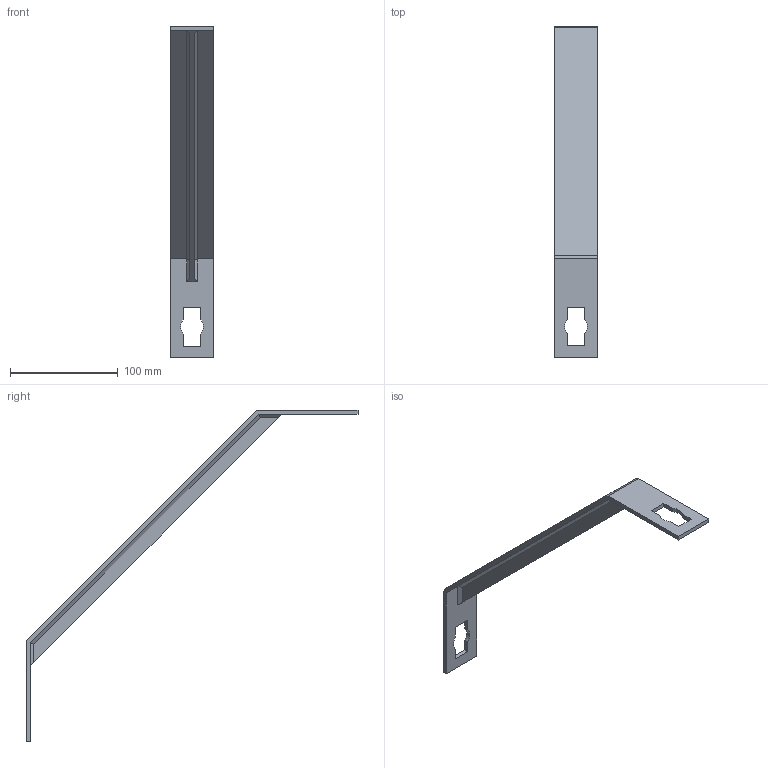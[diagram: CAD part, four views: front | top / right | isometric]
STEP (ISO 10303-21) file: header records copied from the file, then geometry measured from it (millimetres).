
FILE_DESCRIPTION((''),'2;1');
FILE_NAME('152342.stp','2013-04-30T10:43:36',('DMK009'),(''),'Autodesk Inventor 2012','Autodesk Inventor 2012','');
FILE_SCHEMA(('AUTOMOTIVE_DESIGN { 1 0 10303 214 1 1 1 1 }'));
Length unit declared in the file: millimetre
Products named in the file (1): 152342
Bounding box: 40 x 308.13 x 308.13 mm (x, y, z)
Volume: 94736 mm3; surface area: 49693.2 mm2
Topology: 1 solids, 1 shells, 38 faces, 104 edges, 68 vertices
Faces by surface type: plane 34, cylinder 4
Entity records: 1267 total; most frequent: CARTESIAN_POINT 211, ORIENTED_EDGE 208, DIRECTION 190, EDGE_CURVE 104, VECTOR 96, LINE 96, VERTEX_POINT 68, AXIS2_PLACEMENT_3D 47
